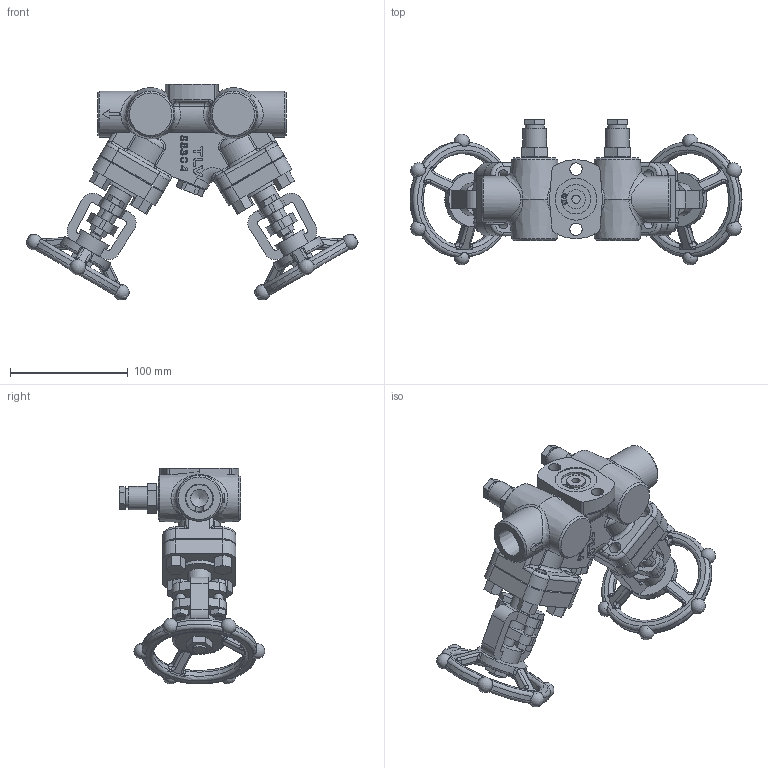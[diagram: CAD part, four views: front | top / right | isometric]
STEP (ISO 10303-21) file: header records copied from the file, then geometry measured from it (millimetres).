
FILE_DESCRIPTION(/* description */ (''),/* implementation_level */ '2;1');
FILE_NAME(/* name */ 'v2lb0-020-screw-00.stp',/* time_stamp */ '2019-05-31T17:01:09+09:00',/* author */ ('nakaot'),/* organization */ (''),/* preprocessor_version */ 'ST-DEVELOPER v15.6',/* originating_system */ 'Autodesk Inventor 2015',/* authorisation */ '');
FILE_SCHEMA (('AUTOMOTIVE_DESIGN { 1 0 10303 214 3 1 1 }'));
Length unit declared in the file: millimetre
Products named in the file (1): v2lb0-020-screw-00
Bounding box: 281.46 x 123.51 x 182.91 mm (x, y, z)
Volume: 750823.1 mm3; surface area: 167544.6 mm2
Topology: 3 solids, 13 shells, 1141 faces, 3043 edges, 1926 vertices
Faces by surface type: plane 487, cylinder 325, bspline 214, torus 66, cone 37, sphere 12
Full cylindrical faces by diameter (mm): 4 x2, 7 x3, 8 x9, 10 x12, 10.5 x2, 11.445 x10, 12 x2, 14.05 x2, 15 x2, 15.2 x1, 16 x5, 20 x4, 21 x5, 23 x2, 25 x1, 28 x2, 35.5 x1, 38 x2, 39 x2, 40 x4
Entity records: 42897 total; most frequent: CARTESIAN_POINT 16327, ORIENTED_EDGE 5690, DIRECTION 5060, EDGE_CURVE 2843, VERTEX_POINT 1871, AXIS2_PLACEMENT_3D 1833, LINE 1394, VECTOR 1394
